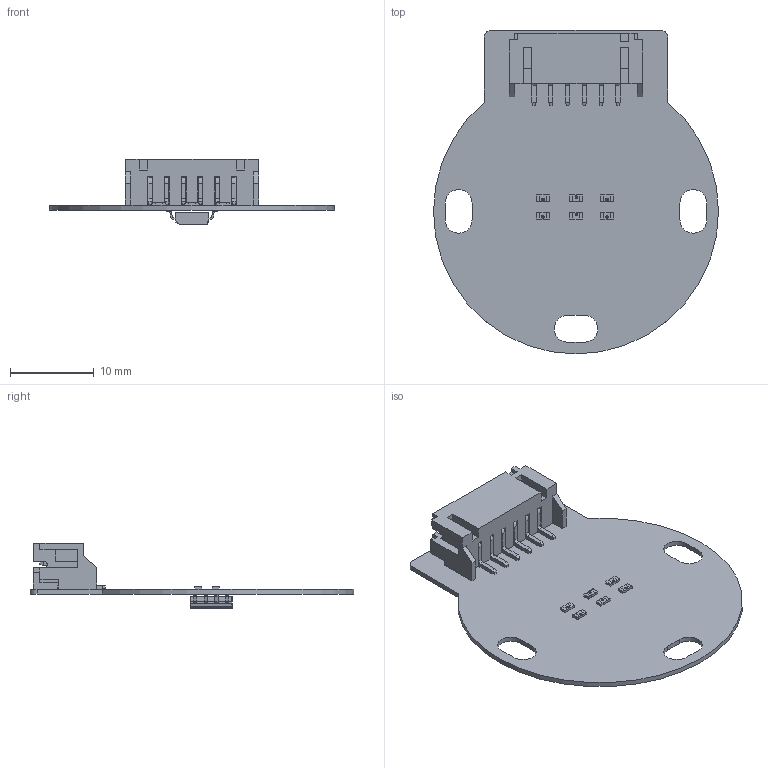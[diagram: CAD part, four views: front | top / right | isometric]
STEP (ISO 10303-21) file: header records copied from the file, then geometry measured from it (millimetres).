
FILE_DESCRIPTION(('Open CASCADE Model'),'2;1');
FILE_NAME('Open CASCADE Shape Model','2023-11-13T01:04:51',('Author'),( 'Open CASCADE'),'Open CASCADE STEP processor 6.8','Open CASCADE 6.8' ,'Unknown');
FILE_SCHEMA(('AUTOMOTIVE_DESIGN { 1 0 10303 214 1 1 1 1 }'));
Length unit declared in the file: millimetre
Products named in the file (17): PCB; Board; Open CASCADE STEP translator 6.8 1.1.1; XP1; S6B-PH-SM4-TB; R4; SW3dPS-0603_SMD_Resistor; R3; R2; R1; DD1; User_Library-SOIC-8-150; User_Library-SOIC-8-150_pin_SOIC_SO-150_1; User_Library-SOIC-8-150_SOIC_150_SOIC_5X4_1; C2; SW3dPS-0603_SMD_Capacitor; C1
Assembly tree (27 placements, depth 4):
  PCB
    Board
      Open CASCADE STEP translator 6.8 1.1.1
    XP1
      S6B-PH-SM4-TB
    R4
      SW3dPS-0603_SMD_Resistor
    R3
      SW3dPS-0603_SMD_Resistor
    R2
      SW3dPS-0603_SMD_Resistor
    R1
      SW3dPS-0603_SMD_Resistor
    DD1
      User_Library-SOIC-8-150
        User_Library-SOIC-8-150_pin_SOIC_SO-150_1  x8
        User_Library-SOIC-8-150_SOIC_150_SOIC_5X4_1
    C2
      SW3dPS-0603_SMD_Capacitor
    C1
      SW3dPS-0603_SMD_Capacitor
Bounding box: 34 x 38.62 x 7.84 mm (x, y, z)
Volume: 899.9 mm3; surface area: 2961.6 mm2
Topology: 19 solids, 19 shells, 978 faces, 2433 edges, 1484 vertices
Faces by surface type: plane 489, bspline 236, cylinder 205, sphere 48
Entity records: 23050 total; most frequent: CARTESIAN_POINT 7257, ORIENTED_EDGE 2594, DIRECTION 2217, EDGE_CURVE 1297, LINE 961, VECTOR 961, VERTEX_POINT 812, AXIS2_PLACEMENT_3D 628
